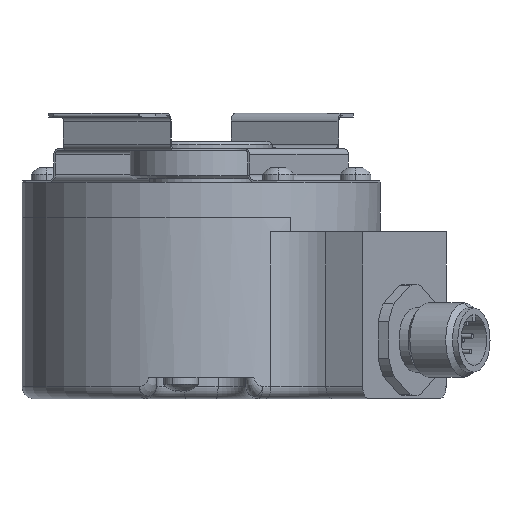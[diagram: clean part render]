
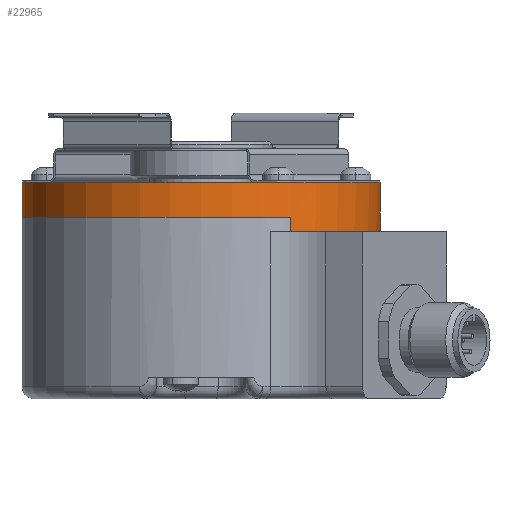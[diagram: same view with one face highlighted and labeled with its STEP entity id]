
A CAD part, front view. The second image highlights one B-rep face of the part: STEP entity #22965.
In plain terms, the highlighted cylindrical face has radius 29 mm (diameter 58 mm), a partial arc.
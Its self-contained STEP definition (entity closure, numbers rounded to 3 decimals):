
#106=DIRECTION('',(0.,0.,-1.));
#107=VECTOR('',#106,2.4);
#108=CARTESIAN_POINT('',(14.5,-25.115,12.4));
#109=LINE('',#108,#107);
#210=CARTESIAN_POINT('',(0.,0.,12.4));
#211=DIRECTION('',(0.,0.,1.));
#212=DIRECTION('',(1.,0.,0.));
#213=AXIS2_PLACEMENT_3D('',#210,#211,#212);
#215=DIRECTION('',(0.,0.,1.));
#216=VECTOR('',#215,5.6);
#217=CARTESIAN_POINT('',(29.,0.,12.4));
#218=LINE('',#217,#216);
#219=DIRECTION('',(0.,0.,-1.));
#220=VECTOR('',#219,27.4);
#221=CARTESIAN_POINT('',(-14.5,25.115,12.4));
#222=LINE('',#221,#220);
#223=CARTESIAN_POINT('',(18.616,22.236,-15.));
#224=CARTESIAN_POINT('',(18.637,22.218,-15.004));
#225=CARTESIAN_POINT('',(18.683,22.18,-14.993));
#226=CARTESIAN_POINT('',(18.755,22.119,-14.981));
#227=CARTESIAN_POINT('',(18.83,22.055,-14.957));
#228=CARTESIAN_POINT('',(18.908,21.988,-14.924));
#229=CARTESIAN_POINT('',(18.989,21.918,-14.881));
#230=CARTESIAN_POINT('',(19.071,21.847,-14.827));
#231=CARTESIAN_POINT('',(19.155,21.774,-14.762));
#232=CARTESIAN_POINT('',(19.236,21.702,-14.687));
#233=CARTESIAN_POINT('',(19.315,21.632,-14.603));
#234=CARTESIAN_POINT('',(19.389,21.566,-14.511));
#235=CARTESIAN_POINT('',(19.456,21.505,-14.414));
#236=CARTESIAN_POINT('',(19.516,21.451,-14.314));
#237=CARTESIAN_POINT('',(19.567,21.404,-14.213));
#238=CARTESIAN_POINT('',(19.61,21.365,-14.112));
#239=CARTESIAN_POINT('',(19.645,21.332,-14.014));
#240=CARTESIAN_POINT('',(19.673,21.307,-13.918));
#241=CARTESIAN_POINT('',(19.693,21.288,-13.826));
#242=CARTESIAN_POINT('',(19.707,21.275,-13.737));
#243=CARTESIAN_POINT('',(19.715,21.268,-13.651));
#244=CARTESIAN_POINT('',(19.718,21.265,-13.596));
#245=CARTESIAN_POINT('',(19.717,21.266,-13.57));
#247=CARTESIAN_POINT('',(28.565,5.004,-15.));
#248=CARTESIAN_POINT('',(28.56,5.031,-15.004));
#249=CARTESIAN_POINT('',(28.55,5.09,-14.993));
#250=CARTESIAN_POINT('',(28.533,5.183,-14.981));
#251=CARTESIAN_POINT('',(28.515,5.28,-14.957));
#252=CARTESIAN_POINT('',(28.496,5.381,-14.924));
#253=CARTESIAN_POINT('',(28.476,5.486,-14.881));
#254=CARTESIAN_POINT('',(28.456,5.593,-14.827));
#255=CARTESIAN_POINT('',(28.434,5.701,-14.762));
#256=CARTESIAN_POINT('',(28.412,5.808,-14.687));
#257=CARTESIAN_POINT('',(28.391,5.911,-14.603));
#258=CARTESIAN_POINT('',(28.371,6.008,-14.511));
#259=CARTESIAN_POINT('',(28.352,6.097,-14.414));
#260=CARTESIAN_POINT('',(28.335,6.175,-14.314));
#261=CARTESIAN_POINT('',(28.32,6.243,-14.213));
#262=CARTESIAN_POINT('',(28.307,6.301,-14.112));
#263=CARTESIAN_POINT('',(28.297,6.347,-14.014));
#264=CARTESIAN_POINT('',(28.289,6.384,-13.918));
#265=CARTESIAN_POINT('',(28.283,6.411,-13.826));
#266=CARTESIAN_POINT('',(28.278,6.43,-13.737));
#267=CARTESIAN_POINT('',(28.276,6.44,-13.651));
#268=CARTESIAN_POINT('',(28.275,6.444,-13.596));
#269=CARTESIAN_POINT('',(28.275,6.443,-13.57));
#271=DIRECTION('',(0.,0.,-1.));
#272=VECTOR('',#271,25.);
#273=CARTESIAN_POINT('',(28.781,3.561,10.));
#274=LINE('',#273,#272);
#275=CARTESIAN_POINT('',(0.,0.,12.4));
#276=DIRECTION('',(0.,0.,1.));
#277=DIRECTION('',(-1.,0.,0.));
#278=AXIS2_PLACEMENT_3D('',#275,#276,#277);
#280=DIRECTION('',(0.,0.,1.));
#281=VECTOR('',#280,5.6);
#282=CARTESIAN_POINT('',(-29.,0.,12.4));
#283=LINE('',#282,#281);
#284=CARTESIAN_POINT('',(0.,0.,-15.));
#285=DIRECTION('',(0.,0.,-1.));
#286=DIRECTION('',(-0.5,0.866,0.));
#287=AXIS2_PLACEMENT_3D('',#284,#285,#286);
#982=CARTESIAN_POINT('',(0.,0.,18.));
#983=DIRECTION('',(0.,0.,1.));
#984=DIRECTION('',(-1.,0.,0.));
#985=AXIS2_PLACEMENT_3D('',#982,#983,#984);
#13716=CARTESIAN_POINT('',(0.,0.,-13.5));
#13717=DIRECTION('',(0.,0.,1.));
#13718=DIRECTION('',(0.975,0.222,0.));
#13719=AXIS2_PLACEMENT_3D('',#13716,#13717,#13718);
#13778=DIRECTION('',(0.,0.,1.));
#13779=VECTOR('',#13778,0.07);
#13780=CARTESIAN_POINT('',(19.717,21.266,
-13.57));
#13781=LINE('',#13780,#13779);
#13971=CARTESIAN_POINT('',(0.,0.,-15.));
#13972=DIRECTION('',(0.,0.,-1.));
#13973=DIRECTION('',(0.985,0.173,0.));
#13974=AXIS2_PLACEMENT_3D('',#13971,#13972,#13973);
#14000=CARTESIAN_POINT('',(0.,0.,10.));
#14001=DIRECTION('',(0.,0.,-1.));
#14002=DIRECTION('',(0.992,0.123,0.));
#14003=AXIS2_PLACEMENT_3D('',#14000,#14001,#14002);
#14041=DIRECTION('',(0.,0.,-1.));
#14042=VECTOR('',#14041,0.07);
#14043=CARTESIAN_POINT('',(28.275,6.443,-13.5));
#14044=LINE('',#14043,#14042);
#18567=CARTESIAN_POINT('',(29.,0.,18.));
#18568=CARTESIAN_POINT('',(-29.,0.,18.));
#18569=VERTEX_POINT('',#18567);
#18570=VERTEX_POINT('',#18568);
#21927=CARTESIAN_POINT('',(28.781,3.561,10.));
#21928=CARTESIAN_POINT('',(14.5,-25.115,10.));
#21929=VERTEX_POINT('',#21927);
#21930=VERTEX_POINT('',#21928);
#21933=CARTESIAN_POINT('',(28.275,6.443,-13.5));
#21934=CARTESIAN_POINT('',(19.717,21.266,-13.5));
#21935=VERTEX_POINT('',#21933);
#21936=VERTEX_POINT('',#21934);
#21955=CARTESIAN_POINT('',(28.781,3.561,-15.));
#21956=VERTEX_POINT('',#21955);
#21959=CARTESIAN_POINT('',(28.565,5.004,-15.));
#21960=VERTEX_POINT('',#21959);
#21977=CARTESIAN_POINT('',(-14.5,25.115,-15.));
#21978=CARTESIAN_POINT('',(18.616,22.236,-15.));
#21979=VERTEX_POINT('',#21977);
#21980=VERTEX_POINT('',#21978);
#22139=VERTEX_POINT('',#269);
#22143=CARTESIAN_POINT('',(19.717,21.266,
-13.57));
#22144=VERTEX_POINT('',#22143);
#22267=CARTESIAN_POINT('',(29.,0.,12.4));
#22268=CARTESIAN_POINT('',(-14.5,25.115,12.4));
#22269=VERTEX_POINT('',#22267);
#22270=VERTEX_POINT('',#22268);
#22271=CARTESIAN_POINT('',(-29.,0.,12.4));
#22272=CARTESIAN_POINT('',(14.5,-25.115,12.4));
#22273=VERTEX_POINT('',#22271);
#22274=VERTEX_POINT('',#22272);
#22932=CARTESIAN_POINT('',(0.,0.,0.));
#22933=DIRECTION('',(0.,0.,1.));
#22934=DIRECTION('',(1.,0.,0.));
#22935=AXIS2_PLACEMENT_3D('',#22932,#22933,#22934);
#22936=CYLINDRICAL_SURFACE('',#22935,29.);
#22937=ORIENTED_EDGE('',*,*,#22925,.F.);
#22938=ORIENTED_EDGE('',*,*,#22923,.T.);
#22939=ORIENTED_EDGE('',*,*,#22921,.T.);
#22941=ORIENTED_EDGE('',*,*,#22940,.T.);
#22943=ORIENTED_EDGE('',*,*,#22942,.T.);
#22945=ORIENTED_EDGE('',*,*,#22944,.T.);
#22947=ORIENTED_EDGE('',*,*,#22946,.F.);
#22949=ORIENTED_EDGE('',*,*,#22948,.T.);
#22951=ORIENTED_EDGE('',*,*,#22950,.F.);
#22953=ORIENTED_EDGE('',*,*,#22952,.T.);
#22955=ORIENTED_EDGE('',*,*,#22954,.F.);
#22957=ORIENTED_EDGE('',*,*,#22956,.T.);
#22958=ORIENTED_EDGE('',*,*,#22892,.F.);
#22959=ORIENTED_EDGE('',*,*,#22890,.F.);
#22960=ORIENTED_EDGE('',*,*,#22888,.T.);
#22962=ORIENTED_EDGE('',*,*,#22961,.T.);
#22963=EDGE_LOOP('',(#22937,#22938,#22939,#22941,#22943,#22945,#22947,#22949,
#22951,#22953,#22955,#22957,#22958,#22959,#22960,#22962));
#22964=FACE_OUTER_BOUND('',#22963,.F.);
#214=CIRCLE('',#213,29.);
#246=B_SPLINE_CURVE_WITH_KNOTS('',3,(#223,#224,#225,#226,#227,#228,#229,#230,
#231,#232,#233,#234,#235,#236,#237,#238,#239,#240,#241,#242,#243,#244,#245),
.UNSPECIFIED.,.F.,.F.,(4,1,1,1,1,1,1,1,1,1,1,1,1,1,1,1,1,1,1,1,4),(0.,0.05,
0.1,0.15,0.2,0.25,0.3,0.35,0.4,0.45,0.5,0.55,0.6,0.65,
0.7,0.75,0.8,0.85,0.9,0.95,1.),.UNSPECIFIED.);
#270=B_SPLINE_CURVE_WITH_KNOTS('',3,(#247,#248,#249,#250,#251,#252,#253,#254,
#255,#256,#257,#258,#259,#260,#261,#262,#263,#264,#265,#266,#267,#268,#269),
.UNSPECIFIED.,.F.,.F.,(4,1,1,1,1,1,1,1,1,1,1,1,1,1,1,1,1,1,1,1,4),(0.,0.05,
0.1,0.15,0.2,0.25,0.3,0.35,0.4,0.45,0.5,0.55,0.6,0.65,
0.7,0.75,0.8,0.85,0.9,0.95,1.),.UNSPECIFIED.);
#279=CIRCLE('',#278,29.);
#288=CIRCLE('',#287,29.);
#986=CIRCLE('',#985,29.);
#13720=CIRCLE('',#13719,29.);
#13975=CIRCLE('',#13974,29.);
#14004=CIRCLE('',#14003,29.);
#22888=EDGE_CURVE('',#22273,#18570,#283,.T.);
#22890=EDGE_CURVE('',#22273,#22274,#279,.T.);
#22892=EDGE_CURVE('',#22274,#21930,#109,.T.);
#22921=EDGE_CURVE('',#22270,#21979,#222,.T.);
#22923=EDGE_CURVE('',#22269,#22270,#214,.T.);
#22925=EDGE_CURVE('',#22269,#18569,#218,.T.);
#22940=EDGE_CURVE('',#21979,#21980,#288,.T.);
#22942=EDGE_CURVE('',#21980,#22144,#246,.T.);
#22944=EDGE_CURVE('',#22144,#21936,#13781,.T.);
#22946=EDGE_CURVE('',#21935,#21936,#13720,.T.);
#22948=EDGE_CURVE('',#21935,#22139,#14044,.T.);
#22950=EDGE_CURVE('',#21960,#22139,#270,.T.);
#22952=EDGE_CURVE('',#21960,#21956,#13975,.T.);
#22954=EDGE_CURVE('',#21929,#21956,#274,.T.);
#22956=EDGE_CURVE('',#21929,#21930,#14004,.T.);
#22961=EDGE_CURVE('',#18570,#18569,#986,.T.);
#22965=ADVANCED_FACE('',(#22964),#22936,.T.);
